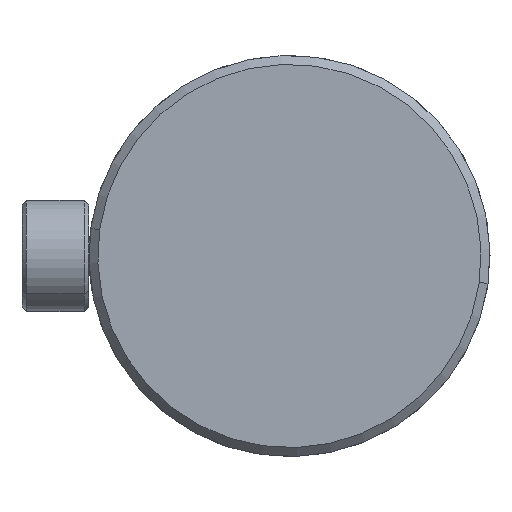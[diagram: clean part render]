
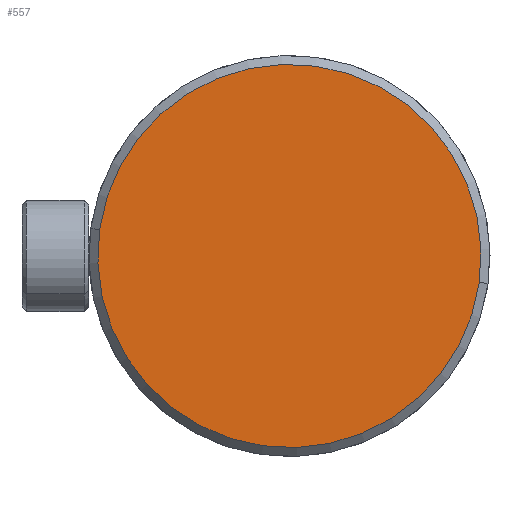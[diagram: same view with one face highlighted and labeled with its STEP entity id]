
A CAD part, left-side view. The second image highlights one B-rep face of the part: STEP entity #557.
In plain terms, the highlighted planar face has unit normal (-1, 0, 0).
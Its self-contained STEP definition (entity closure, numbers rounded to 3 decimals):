
#51 = CARTESIAN_POINT ( 'NONE',  ( -15., 0., 0. ) ) ;
#111 = EDGE_LOOP ( 'NONE', ( #2220, #1720 ) ) ;
#136 = EDGE_CURVE ( 'NONE', #601, #847, #1539, .T. ) ;
#497 = DIRECTION ( 'NONE',  ( -1., 0., 0. ) ) ;
#543 = FACE_OUTER_BOUND ( 'NONE', #111, .T. ) ;
#557 = ADVANCED_FACE ( 'NONE', ( #543 ), #1182, .T. ) ;
#601 = VERTEX_POINT ( 'NONE', #2995 ) ;
#735 = AXIS2_PLACEMENT_3D ( 'NONE', #2231, #497, #3076 ) ;
#847 = VERTEX_POINT ( 'NONE', #1073 ) ;
#901 = CARTESIAN_POINT ( 'NONE',  ( -15., 0., 0. ) ) ;
#997 = DIRECTION ( 'NONE',  ( 1., 0., 0. ) ) ;
#1053 = DIRECTION ( 'NONE',  ( 0., 1., 0. ) ) ;
#1063 = DIRECTION ( 'NONE',  ( 1., 0., 0. ) ) ;
#1073 = CARTESIAN_POINT ( 'NONE',  ( -15., -43., 0. ) ) ;
#1182 = PLANE ( 'NONE',  #735 ) ;
#1297 = AXIS2_PLACEMENT_3D ( 'NONE', #51, #997, #1053 ) ;
#1300 = EDGE_CURVE ( 'NONE', #847, #601, #1758, .T. ) ;
#1539 = CIRCLE ( 'NONE', #3083, 43. ) ;
#1720 = ORIENTED_EDGE ( 'NONE', *, *, #1300, .F. ) ;
#1758 = CIRCLE ( 'NONE', #1297, 43. ) ;
#1766 = DIRECTION ( 'NONE',  ( 0., 1., 0. ) ) ;
#2220 = ORIENTED_EDGE ( 'NONE', *, *, #136, .F. ) ;
#2231 = CARTESIAN_POINT ( 'NONE',  ( -15., 0., 0. ) ) ;
#2995 = CARTESIAN_POINT ( 'NONE',  ( -15., 43., 0. ) ) ;
#3076 = DIRECTION ( 'NONE',  ( 0., -1., 0. ) ) ;
#3083 = AXIS2_PLACEMENT_3D ( 'NONE', #901, #1063, #1766 ) ;
